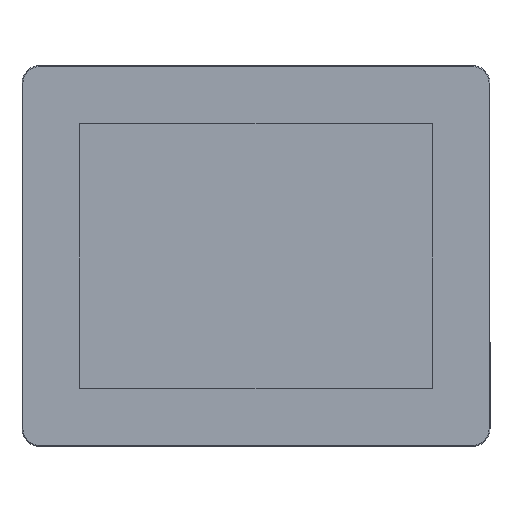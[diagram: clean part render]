
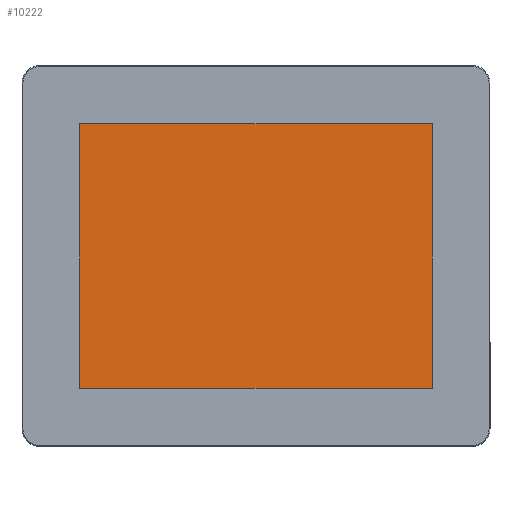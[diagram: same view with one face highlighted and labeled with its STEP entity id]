
A CAD part, top view. The second image highlights one B-rep face of the part: STEP entity #10222.
In plain terms, the highlighted planar face has unit normal (0, 0, 1).
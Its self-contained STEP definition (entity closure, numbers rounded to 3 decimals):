
#550=PLANE('',#11069);
#1543=LINE('',#16001,#2825);
#1547=LINE('',#16009,#2829);
#1550=LINE('',#16015,#2832);
#1553=LINE('',#16020,#2835);
#2825=VECTOR('',#12991,10.);
#2829=VECTOR('',#12997,10.);
#2832=VECTOR('',#13002,10.);
#2835=VECTOR('',#13007,10.);
#3678=FACE_OUTER_BOUND('',#4219,.T.);
#4219=EDGE_LOOP('',(#8844,#8845,#8846,#8847));
#5184=VERTEX_POINT('',#15999);
#5185=VERTEX_POINT('',#16000);
#5188=VERTEX_POINT('',#16008);
#5190=VERTEX_POINT('',#16014);
#6453=EDGE_CURVE('',#5184,#5185,#1543,.T.);
#6457=EDGE_CURVE('',#5185,#5188,#1547,.T.);
#6460=EDGE_CURVE('',#5188,#5190,#1550,.T.);
#6463=EDGE_CURVE('',#5190,#5184,#1553,.T.);
#8844=ORIENTED_EDGE('',*,*,#6463,.T.);
#8845=ORIENTED_EDGE('',*,*,#6453,.T.);
#8846=ORIENTED_EDGE('',*,*,#6457,.T.);
#8847=ORIENTED_EDGE('',*,*,#6460,.T.);
#10222=ADVANCED_FACE('',(#3678),#550,.T.);
#11069=AXIS2_PLACEMENT_3D('',#16022,#13009,#13010);
#12991=DIRECTION('',(1.,0.,0.));
#12997=DIRECTION('',(0.,1.,0.));
#13002=DIRECTION('',(-1.,0.,0.));
#13007=DIRECTION('',(0.,-1.,0.));
#13009=DIRECTION('center_axis',(0.,0.,1.));
#13010=DIRECTION('ref_axis',(1.,0.,0.));
#15999=CARTESIAN_POINT('',(12.961,13.099,1.1));
#16000=CARTESIAN_POINT('',(83.641,13.099,1.1));
#16001=CARTESIAN_POINT('',(12.961,13.099,1.1));
#16008=CARTESIAN_POINT('',(83.641,66.259,1.1));
#16009=CARTESIAN_POINT('',(83.641,13.099,1.1));
#16014=CARTESIAN_POINT('',(12.961,66.259,1.1));
#16015=CARTESIAN_POINT('',(83.641,66.259,1.1));
#16020=CARTESIAN_POINT('',(12.961,66.259,1.1));
#16022=CARTESIAN_POINT('Origin',(48.301,39.679,1.1));
